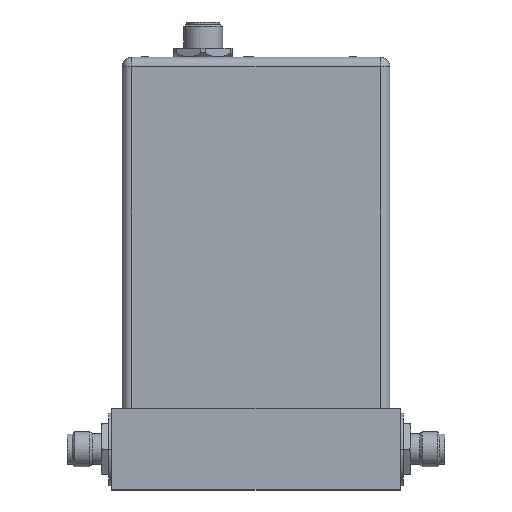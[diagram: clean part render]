
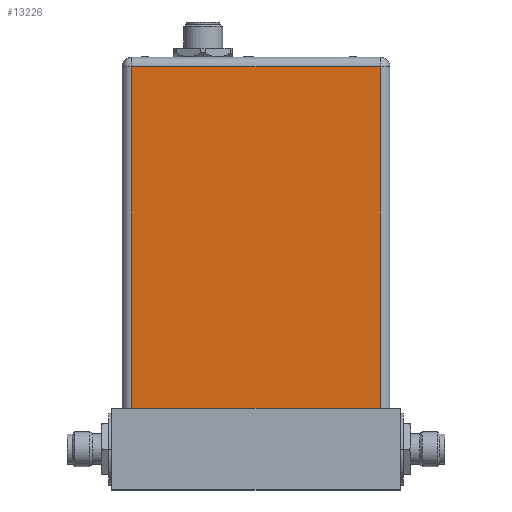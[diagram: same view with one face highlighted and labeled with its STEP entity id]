
A CAD part, top view. The second image highlights one B-rep face of the part: STEP entity #13226.
In plain terms, the highlighted planar face has unit normal (0, 0, 1).
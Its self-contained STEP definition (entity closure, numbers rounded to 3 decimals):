
#1300 = CARTESIAN_POINT ( 'NONE',  ( -38.252, 105.08, 28.575 ) ) ;
#1383 = VECTOR ( 'NONE', #11042, 1000. ) ;
#1910 = CARTESIAN_POINT ( 'NONE',  ( -38.252, 0., 28.575 ) ) ;
#1975 = VERTEX_POINT ( 'NONE', #24062 ) ;
#2971 = PLANE ( 'NONE',  #7299 ) ;
#3814 = ORIENTED_EDGE ( 'NONE', *, *, #25046, .T. ) ;
#4481 = VECTOR ( 'NONE', #23881, 1000. ) ;
#5319 = VERTEX_POINT ( 'NONE', #8378 ) ;
#6022 = DIRECTION ( 'NONE',  ( 0., -1., 0. ) ) ;
#6212 = LINE ( 'NONE', #14495, #4481 ) ;
#7034 = VERTEX_POINT ( 'NONE', #1910 ) ;
#7299 = AXIS2_PLACEMENT_3D ( 'NONE', #19524, #15198, #11497 ) ;
#7502 = LINE ( 'NONE', #12108, #22321 ) ;
#8378 = CARTESIAN_POINT ( 'NONE',  ( -38.252, 105.08, 28.575 ) ) ;
#8695 = CARTESIAN_POINT ( 'NONE',  ( 38.252, 0., 28.575 ) ) ;
#10041 = EDGE_LOOP ( 'NONE', ( #11536, #15715, #3814, #15444 ) ) ;
#11042 = DIRECTION ( 'NONE',  ( 0., -1., 0. ) ) ;
#11497 = DIRECTION ( 'NONE',  ( 1., 0., 0. ) ) ;
#11536 = ORIENTED_EDGE ( 'NONE', *, *, #21528, .F. ) ;
#11551 = EDGE_CURVE ( 'NONE', #1975, #15622, #25571, .T. ) ;
#12108 = CARTESIAN_POINT ( 'NONE',  ( -38.252, 0., 28.575 ) ) ;
#13226 = ADVANCED_FACE ( 'NONE', ( #23572 ), #2971, .T. ) ;
#14495 = CARTESIAN_POINT ( 'NONE',  ( -38.252, 105.08, 28.575 ) ) ;
#15198 = DIRECTION ( 'NONE',  ( 0., 0., 1. ) ) ;
#15444 = ORIENTED_EDGE ( 'NONE', *, *, #11551, .F. ) ;
#15622 = VERTEX_POINT ( 'NONE', #8695 ) ;
#15715 = ORIENTED_EDGE ( 'NONE', *, *, #22302, .T. ) ;
#16218 = VECTOR ( 'NONE', #6022, 1000. ) ;
#18355 = DIRECTION ( 'NONE',  ( 1., 0., 0. ) ) ;
#19471 = CARTESIAN_POINT ( 'NONE',  ( 38.252, 105.08, 28.575 ) ) ;
#19524 = CARTESIAN_POINT ( 'NONE',  ( -41.148, 0., 28.575 ) ) ;
#21528 = EDGE_CURVE ( 'NONE', #5319, #1975, #6212, .T. ) ;
#22302 = EDGE_CURVE ( 'NONE', #5319, #7034, #24586, .T. ) ;
#22321 = VECTOR ( 'NONE', #18355, 1000. ) ;
#23572 = FACE_OUTER_BOUND ( 'NONE', #10041, .T. ) ;
#23881 = DIRECTION ( 'NONE',  ( 1., 0., 0. ) ) ;
#24062 = CARTESIAN_POINT ( 'NONE',  ( 38.252, 105.08, 28.575 ) ) ;
#24586 = LINE ( 'NONE', #1300, #16218 ) ;
#25046 = EDGE_CURVE ( 'NONE', #7034, #15622, #7502, .T. ) ;
#25571 = LINE ( 'NONE', #19471, #1383 ) ;
